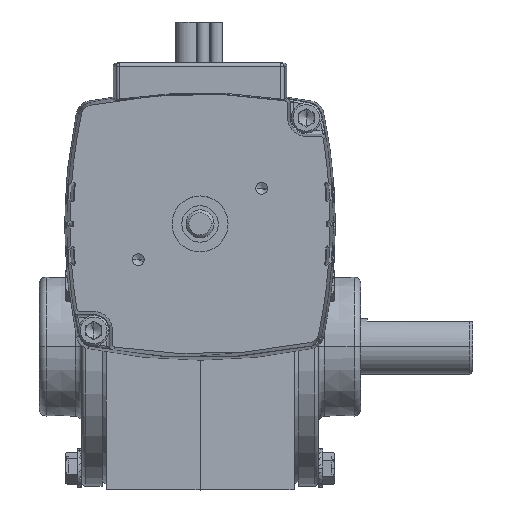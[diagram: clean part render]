
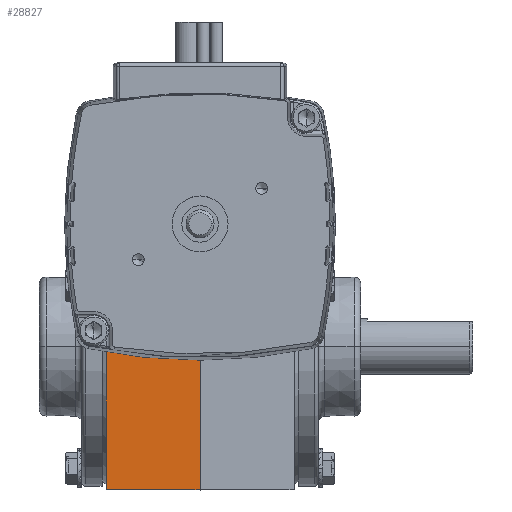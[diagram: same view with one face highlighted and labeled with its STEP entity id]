
A CAD part, top view. The second image highlights one B-rep face of the part: STEP entity #28827.
In plain terms, the highlighted planar face has unit normal (-0.018, 0, 1).
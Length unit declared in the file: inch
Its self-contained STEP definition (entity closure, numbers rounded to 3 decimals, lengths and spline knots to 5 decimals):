
#22 = CARTESIAN_POINT ( 'NONE',  ( -0.14353, -1.2016, -1.21251 ) ) ;
#348 = VERTEX_POINT ( 'NONE', #15280 ) ;
#2046 = FACE_OUTER_BOUND ( 'NONE', #18887, .T. ) ;
#2163 = VERTEX_POINT ( 'NONE', #17266 ) ;
#3237 = ORIENTED_EDGE ( 'NONE', *, *, #36999, .T. ) ;
#3454 = CARTESIAN_POINT ( 'NONE',  ( -0.85704, -1.07419, -1.22496 ) ) ;
#5314 = CARTESIAN_POINT ( 'NONE',  ( 0., 0., -1.21 ) ) ;
#7850 = CARTESIAN_POINT ( 'NONE',  ( -0.85123, -1.07586, -1.22486 ) ) ;
#8808 = VECTOR ( 'NONE', #44004, 39.37008 ) ;
#9231 = CARTESIAN_POINT ( 'NONE',  ( 0., -1.208, -1.21 ) ) ;
#10765 = CARTESIAN_POINT ( 'NONE',  ( -0.07191, -1.208, -1.21126 ) ) ;
#10801 = CARTESIAN_POINT ( 'NONE',  ( -0.85739, -1.07292, -1.22497 ) ) ;
#11649 = B_SPLINE_CURVE_WITH_KNOTS ( 'NONE', 3,
 ( #43737, #3454, #47397, #25539 ),
 .UNSPECIFIED., .F., .F.,
 ( 4, 4 ),
 ( 0.00166, 0.00212 ),
 .UNSPECIFIED. ) ;
#12124 = AXIS2_PLACEMENT_3D ( 'NONE', #5314, #16372, #41914 ) ;
#14249 = ORIENTED_EDGE ( 'NONE', *, *, #37340, .T. ) ;
#14331 = CARTESIAN_POINT ( 'NONE',  ( -0.85123, -1.07586, -1.22486 ) ) ;
#15280 = CARTESIAN_POINT ( 'NONE',  ( 0., -2.3645, -1.21 ) ) ;
#16372 = DIRECTION ( 'NONE',  ( -0.017, 0., 1. ) ) ;
#17006 = VECTOR ( 'NONE', #32819, 39.37008 ) ;
#17266 = CARTESIAN_POINT ( 'NONE',  ( -0.86866, -1.07089, -1.22516 ) ) ;
#17989 = EDGE_CURVE ( 'NONE', #20497, #29091, #29660, .T. ) ;
#18843 = VECTOR ( 'NONE', #43631, 39.37008 ) ;
#18887 = EDGE_LOOP ( 'NONE', ( #25502, #3237, #19145, #37390, #28021, #30253, #14249 ) ) ;
#18901 = CARTESIAN_POINT ( 'NONE',  ( -0.84373, -1.07809, -1.22473 ) ) ;
#19145 = ORIENTED_EDGE ( 'NONE', *, *, #30319, .T. ) ;
#20235 = EDGE_CURVE ( 'NONE', #23104, #36451, #32954, .T. ) ;
#20492 = CARTESIAN_POINT ( 'NONE',  ( -0.84, -2.3645, -1.22466 ) ) ;
#20497 = VERTEX_POINT ( 'NONE', #20492 ) ;
#21190 = VERTEX_POINT ( 'NONE', #14331 ) ;
#22007 = VECTOR ( 'NONE', #41781, 39.37008 ) ;
#23104 = VERTEX_POINT ( 'NONE', #9231 ) ;
#25502 = ORIENTED_EDGE ( 'NONE', *, *, #17989, .F. ) ;
#25539 = CARTESIAN_POINT ( 'NONE',  ( -0.86866, -1.07089, -1.22516 ) ) ;
#28021 = ORIENTED_EDGE ( 'NONE', *, *, #35144, .T. ) ;
#28827 = ADVANCED_FACE ( 'NONE', ( #2046 ), #30884, .T. ) ;
#29091 = VERTEX_POINT ( 'NONE', #36907 ) ;
#29660 = LINE ( 'NONE', #36264, #18843 ) ;
#30253 = ORIENTED_EDGE ( 'NONE', *, *, #33717, .F. ) ;
#30319 = EDGE_CURVE ( 'NONE', #348, #23104, #36792, .T. ) ;
#30884 = PLANE ( 'NONE',  #12124 ) ;
#32819 = DIRECTION ( 'NONE',  ( -0.984, 0.177, -0.017 ) ) ;
#32937 = CARTESIAN_POINT ( 'NONE',  ( 0., -1.208, -1.21 ) ) ;
#32954 =( BOUNDED_CURVE ( )  B_SPLINE_CURVE ( 3, ( #32937, #10765, #22, #36622 ),
 .UNSPECIFIED., .F., .T. ) 
 B_SPLINE_CURVE_WITH_KNOTS ( ( 4, 4 ),
 ( 1.5708, 1.74914 ),
 .UNSPECIFIED. ) 
 CURVE ( )  GEOMETRIC_REPRESENTATION_ITEM ( )  RATIONAL_B_SPLINE_CURVE ( ( 1., 0.997, 0.997, 1. ) ) 
 REPRESENTATION_ITEM ( '' )  );
#33416 = CARTESIAN_POINT ( 'NONE',  ( -0.84747, -1.07694, -1.22479 ) ) ;
#33717 = EDGE_CURVE ( 'NONE', #21190, #2163, #11649, .T. ) ;
#35144 = EDGE_CURVE ( 'NONE', #36451, #2163, #47285, .T. ) ;
#36264 = CARTESIAN_POINT ( 'NONE',  ( -0.84, -2.398, -1.22466 ) ) ;
#36451 = VERTEX_POINT ( 'NONE', #47353 ) ;
#36622 = CARTESIAN_POINT ( 'NONE',  ( -0.2143, -1.18884, -1.21374 ) ) ;
#36654 = CARTESIAN_POINT ( 'NONE',  ( 0., 0., -1.21 ) ) ;
#36792 = LINE ( 'NONE', #36654, #8808 ) ;
#36907 = CARTESIAN_POINT ( 'NONE',  ( -0.84, -1.07931, -1.22466 ) ) ;
#36999 = EDGE_CURVE ( 'NONE', #20497, #348, #42587, .T. ) ;
#37340 = EDGE_CURVE ( 'NONE', #21190, #29091, #40282, .T. ) ;
#37390 = ORIENTED_EDGE ( 'NONE', *, *, #20235, .T. ) ;
#38126 = CARTESIAN_POINT ( 'NONE',  ( 0., -2.3645, -1.21 ) ) ;
#40282 = B_SPLINE_CURVE_WITH_KNOTS ( 'NONE', 3,
 ( #7850, #33416, #18901, #44428 ),
 .UNSPECIFIED., .F., .F.,
 ( 4, 4 ),
 ( 0.00201, 0.00231 ),
 .UNSPECIFIED. ) ;
#41781 = DIRECTION ( 'NONE',  ( 1., 0., 0.017 ) ) ;
#41914 = DIRECTION ( 'NONE',  ( 1., 0., 0.017 ) ) ;
#42587 = LINE ( 'NONE', #38126, #22007 ) ;
#43631 = DIRECTION ( 'NONE',  ( 0., 1., 0. ) ) ;
#43737 = CARTESIAN_POINT ( 'NONE',  ( -0.85123, -1.07586, -1.22486 ) ) ;
#44004 = DIRECTION ( 'NONE',  ( 0., 1., 0. ) ) ;
#44428 = CARTESIAN_POINT ( 'NONE',  ( -0.84, -1.07931, -1.22466 ) ) ;
#47285 = LINE ( 'NONE', #10801, #17006 ) ;
#47353 = CARTESIAN_POINT ( 'NONE',  ( -0.2143, -1.18884, -1.21374 ) ) ;
#47397 = CARTESIAN_POINT ( 'NONE',  ( -0.86285, -1.07254, -1.22506 ) ) ;
